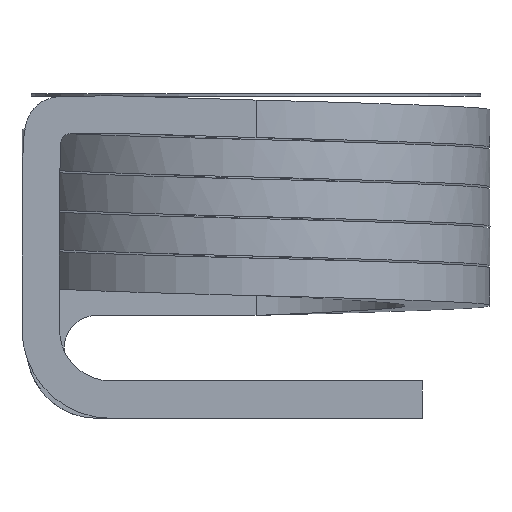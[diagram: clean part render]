
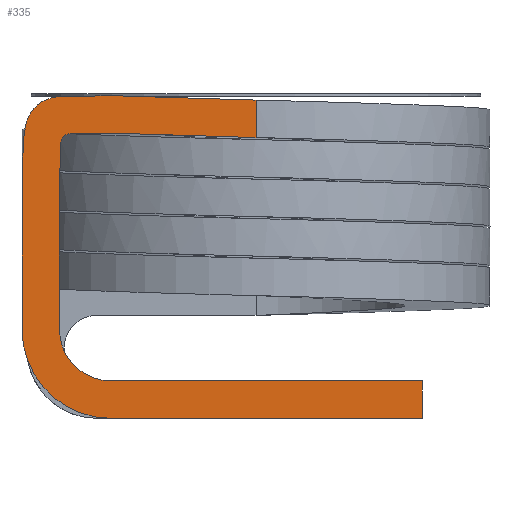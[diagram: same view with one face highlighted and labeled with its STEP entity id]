
A CAD part, left-side view. The second image highlights one B-rep face of the part: STEP entity #335.
In plain terms, the highlighted planar face has unit normal (-1, 0, 0).
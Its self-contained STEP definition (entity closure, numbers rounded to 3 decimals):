
#335 = ADVANCED_FACE( '', ( #671 ), #672, .F. );
#671 = FACE_OUTER_BOUND( '', #1349, .T. );
#672 = PLANE( '', #1350 );
#1349 = EDGE_LOOP( '', ( #2309, #2310, #2311, #2312, #2313, #2314, #2315, #2316, #2317, #2318, #2319, #2320, #2321, #2322 ) );
#1350 = AXIS2_PLACEMENT_3D( '', #2323, #2324, #2325 );
#2309 = ORIENTED_EDGE( '', *, *, #2754, .F. );
#2310 = ORIENTED_EDGE( '', *, *, #2744, .T. );
#2311 = ORIENTED_EDGE( '', *, *, #2769, .T. );
#2312 = ORIENTED_EDGE( '', *, *, #2646, .F. );
#2313 = ORIENTED_EDGE( '', *, *, #2831, .F. );
#2314 = ORIENTED_EDGE( '', *, *, #2658, .F. );
#2315 = ORIENTED_EDGE( '', *, *, #2862, .F. );
#2316 = ORIENTED_EDGE( '', *, *, #2562, .F. );
#2317 = ORIENTED_EDGE( '', *, *, #2897, .T. );
#2318 = ORIENTED_EDGE( '', *, *, #2592, .T. );
#2319 = ORIENTED_EDGE( '', *, *, #2783, .T. );
#2320 = ORIENTED_EDGE( '', *, *, #2717, .F. );
#2321 = ORIENTED_EDGE( '', *, *, #2802, .T. );
#2322 = ORIENTED_EDGE( '', *, *, #2820, .T. );
#2323 = CARTESIAN_POINT( '', ( -5., 0., 3.4 ) );
#2324 = DIRECTION( '', ( 1., 0., 0. ) );
#2325 = DIRECTION( '', ( 0., 0., -1. ) );
#2562 = EDGE_CURVE( '', #2928, #2930, #2931, .F. );
#2592 = EDGE_CURVE( '', #2983, #2981, #2984, .T. );
#2646 = EDGE_CURVE( '', #3075, #3071, #3077, .T. );
#2658 = EDGE_CURVE( '', #3094, #3096, #3097, .T. );
#2717 = EDGE_CURVE( '', #3187, #3189, #3190, .F. );
#2744 = EDGE_CURVE( '', #3231, #3049, #3232, .T. );
#2754 = EDGE_CURVE( '', #3231, #3247, #3248, .T. );
#2769 = EDGE_CURVE( '', #3049, #3071, #3269, .T. );
#2783 = EDGE_CURVE( '', #2981, #3189, #3289, .T. );
#2802 = EDGE_CURVE( '', #3187, #3312, #3314, .T. );
#2820 = EDGE_CURVE( '', #3312, #3247, #3340, .T. );
#2831 = EDGE_CURVE( '', #3096, #3075, #3353, .T. );
#2862 = EDGE_CURVE( '', #2930, #3094, #3395, .T. );
#2897 = EDGE_CURVE( '', #2928, #2983, #3436, .T. );
#2928 = VERTEX_POINT( '', #3468 );
#2930 = VERTEX_POINT( '', #3471 );
#2931 = LINE( '', #3472, #3473 );
#2981 = VERTEX_POINT( '', #3583 );
#2983 = VERTEX_POINT( '', #3586 );
#2984 = CIRCLE( '', #3587, 1.1 );
#3049 = VERTEX_POINT( '', #3842 );
#3071 = VERTEX_POINT( '', #3948 );
#3075 = VERTEX_POINT( '', #3974 );
#3077 = B_SPLINE_CURVE_WITH_KNOTS( '', 3, ( #3977, #3978, #3979, #3980, #3981, #3982, #3983, #3984, #3985, #3986, #3987, #3988, #3989, #3990, #3991, #3992, #3993, #3994, #3995, #3996, #3997, #3998 ), .UNSPECIFIED., .F., .F., ( 4, 2, 2, 2, 2, 2, 2, 2, 2, 2, 4 ), ( 0., 0.153, 0.32, 0.403, 0.486, 0.528, 0.57, 0.653, 0.736, 0.82, 1. ), .UNSPECIFIED. );
#3094 = VERTEX_POINT( '', #4025 );
#3096 = VERTEX_POINT( '', #4028 );
#3097 = CIRCLE( '', #4029, 1.9 );
#3187 = VERTEX_POINT( '', #4227 );
#3189 = VERTEX_POINT( '', #4230 );
#3190 = B_SPLINE_CURVE_WITH_KNOTS( '', 3, ( #4231, #4232, #4233, #4234, #4235, #4236, #4237, #4238 ), .UNSPECIFIED., .F., .F., ( 4, 2, 2, 4 ), ( 0., 0.153, 0.32, 0.345 ), .UNSPECIFIED. );
#3231 = VERTEX_POINT( '', #4336 );
#3232 = LINE( '', #4337, #4338 );
#3247 = VERTEX_POINT( '', #4435 );
#3248 = LINE( '', #4436, #4437 );
#3269 = LINE( '', #4486, #4487 );
#3289 = LINE( '', #4520, #4521 );
#3312 = VERTEX_POINT( '', #4567 );
#3314 = CIRCLE( '', #4570, 0.2 );
#3340 = B_SPLINE_CURVE_WITH_KNOTS( '', 3, ( #4708, #4709, #4710, #4711, #4712, #4713 ), .UNSPECIFIED., .F., .F., ( 4, 2, 4 ), ( 0.755, 0.82, 1. ), .UNSPECIFIED. );
#3353 = LINE( '', #4758, #4759 );
#3395 = LINE( '', #4961, #4962 );
#3436 = LINE( '', #5039, #5040 );
#3468 = CARTESIAN_POINT( '', ( -5., -3.55, -1.8 ) );
#3471 = CARTESIAN_POINT( '', ( -5., -3.55, -2.6 ) );
#3472 = CARTESIAN_POINT( '', ( -5., -3.55, -2.6 ) );
#3473 = VECTOR( '', #5118, 1000. );
#3583 = CARTESIAN_POINT( '', ( -5., 4.2, -0.7 ) );
#3586 = CARTESIAN_POINT( '', ( -5., 3.1, -1.8 ) );
#3587 = AXIS2_PLACEMENT_3D( '', #5135, #5136, #5137 );
#3842 = CARTESIAN_POINT( '', ( -5., 0., 4.2 ) );
#3948 = CARTESIAN_POINT( '', ( -5., 3.048, 4.293 ) );
#3974 = CARTESIAN_POINT( '', ( -5., 5., 2.394 ) );
#3977 = CARTESIAN_POINT( '', ( -5., 5., 2.394 ) );
#3978 = CARTESIAN_POINT( '', ( -5., 5., 2.522 ) );
#3979 = CARTESIAN_POINT( '', ( -5., 4.991, 2.627 ) );
#3980 = CARTESIAN_POINT( '', ( -5., 4.984, 2.893 ) );
#3981 = CARTESIAN_POINT( '', ( -5., 4.985, 3.086 ) );
#3982 = CARTESIAN_POINT( '', ( -5., 4.967, 3.379 ) );
#3983 = CARTESIAN_POINT( '', ( -5., 4.957, 3.477 ) );
#3984 = CARTESIAN_POINT( '', ( -5., 4.921, 3.675 ) );
#3985 = CARTESIAN_POINT( '', ( -5., 4.896, 3.775 ) );
#3986 = CARTESIAN_POINT( '', ( -5., 4.814, 3.935 ) );
#3987 = CARTESIAN_POINT( '', ( -5., 4.779, 3.987 ) );
#3988 = CARTESIAN_POINT( '', ( -5., 4.695, 4.081 ) );
#3989 = CARTESIAN_POINT( '', ( -5., 4.646, 4.122 ) );
#3990 = CARTESIAN_POINT( '', ( -5., 4.492, 4.218 ) );
#3991 = CARTESIAN_POINT( '', ( -5., 4.387, 4.246 ) );
#3992 = CARTESIAN_POINT( '', ( -5., 4.202, 4.276 ) );
#3993 = CARTESIAN_POINT( '', ( -5., 4.119, 4.279 ) );
#3994 = CARTESIAN_POINT( '', ( -5., 3.95, 4.281 ) );
#3995 = CARTESIAN_POINT( '', ( -5., 3.866, 4.281 ) );
#3996 = CARTESIAN_POINT( '', ( -5., 3.582, 4.286 ) );
#3997 = CARTESIAN_POINT( '', ( -5., 3.318, 4.302 ) );
#3998 = CARTESIAN_POINT( '', ( -5., 3.042, 4.293 ) );
#4025 = CARTESIAN_POINT( '', ( -5., 3.1, -2.6 ) );
#4028 = CARTESIAN_POINT( '', ( -5., 5., -0.7 ) );
#4029 = AXIS2_PLACEMENT_3D( '', #5168, #5169, #5170 );
#4227 = CARTESIAN_POINT( '', ( -5., 4.169, 3.299 ) );
#4230 = CARTESIAN_POINT( '', ( -5., 4.2, 2.394 ) );
#4231 = CARTESIAN_POINT( '', ( -5., 4.2, 2.394 ) );
#4232 = CARTESIAN_POINT( '', ( -5., 4.2, 2.478 ) );
#4233 = CARTESIAN_POINT( '', ( -5., 4.192, 2.585 ) );
#4234 = CARTESIAN_POINT( '', ( -5., 4.184, 2.893 ) );
#4235 = CARTESIAN_POINT( '', ( -5., 4.185, 3.074 ) );
#4236 = CARTESIAN_POINT( '', ( -5., 4.173, 3.253 ) );
#4237 = CARTESIAN_POINT( '', ( -5., 4.171, 3.277 ) );
#4238 = CARTESIAN_POINT( '', ( -5., 4.169, 3.299 ) );
#4336 = CARTESIAN_POINT( '', ( -5., 0., 3.4 ) );
#4337 = CARTESIAN_POINT( '', ( -5., 0., 3.4 ) );
#4338 = VECTOR( '', #5215, 1000. );
#4435 = CARTESIAN_POINT( '', ( -5., 3.06, 3.493 ) );
#4436 = CARTESIAN_POINT( '', ( -5., 0., 3.4 ) );
#4437 = VECTOR( '', #5222, 1000. );
#4486 = CARTESIAN_POINT( '', ( -5., 0., 4.2 ) );
#4487 = VECTOR( '', #5226, 1000. );
#4520 = CARTESIAN_POINT( '', ( -5., 4.2, -0.7 ) );
#4521 = VECTOR( '', #5232, 1000. );
#4567 = CARTESIAN_POINT( '', ( -5., 3.971, 3.481 ) );
#4570 = AXIS2_PLACEMENT_3D( '', #5237, #5238, #5239 );
#4708 = CARTESIAN_POINT( '', ( -5., 3.971, 3.481 ) );
#4709 = CARTESIAN_POINT( '', ( -5., 3.911, 3.481 ) );
#4710 = CARTESIAN_POINT( '', ( -5., 3.841, 3.481 ) );
#4711 = CARTESIAN_POINT( '', ( -5., 3.541, 3.486 ) );
#4712 = CARTESIAN_POINT( '', ( -5., 3.297, 3.501 ) );
#4713 = CARTESIAN_POINT( '', ( -5., 3.066, 3.494 ) );
#4758 = CARTESIAN_POINT( '', ( -5., 5., -0.7 ) );
#4759 = VECTOR( '', #5245, 1000. );
#4961 = CARTESIAN_POINT( '', ( -5., -3.55, -2.6 ) );
#4962 = VECTOR( '', #5247, 1000. );
#5039 = CARTESIAN_POINT( '', ( -5., -3.55, -1.8 ) );
#5040 = VECTOR( '', #5263, 1000. );
#5118 = DIRECTION( '', ( 0., 0., 1. ) );
#5135 = CARTESIAN_POINT( '', ( -5., 3.1, -0.7 ) );
#5136 = DIRECTION( '', ( 1., 0., 0. ) );
#5137 = DIRECTION( '', ( 0., 0., -1. ) );
#5168 = CARTESIAN_POINT( '', ( -5., 3.1, -0.7 ) );
#5169 = DIRECTION( '', ( 1., 0., 0. ) );
#5170 = DIRECTION( '', ( 0., 0., -1. ) );
#5215 = DIRECTION( '', ( 0., 0., 1. ) );
#5222 = DIRECTION( '', ( 0., 1., 0.031 ) );
#5226 = DIRECTION( '', ( 0., 1., 0.031 ) );
#5232 = DIRECTION( '', ( 0., 0., 1. ) );
#5237 = CARTESIAN_POINT( '', ( -5., 3.97, 3.281 ) );
#5238 = DIRECTION( '', ( 1., 0., 0. ) );
#5239 = DIRECTION( '', ( 0., 0., -1. ) );
#5245 = DIRECTION( '', ( 0., 0., 1. ) );
#5247 = DIRECTION( '', ( 0., 1., 0. ) );
#5263 = DIRECTION( '', ( 0., 1., 0. ) );
